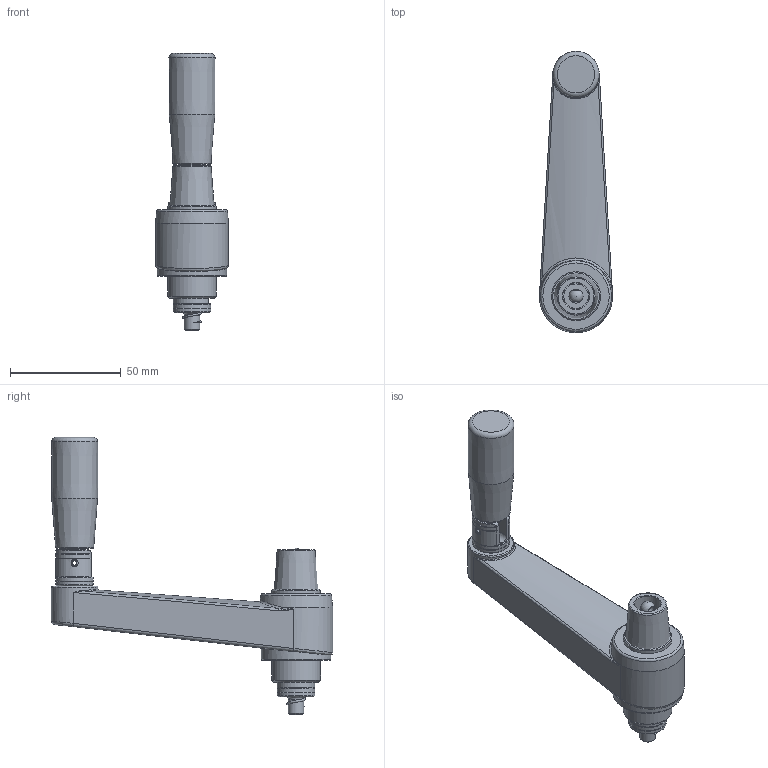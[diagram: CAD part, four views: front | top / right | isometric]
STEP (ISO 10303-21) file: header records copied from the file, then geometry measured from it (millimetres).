
FILE_DESCRIPTION( ( 'Unknown' ), '1' );
FILE_NAME( '6335130_MV080_MR.stp', 'Unknown', ( 'Unknown' ), ( 'Unknown' ), 'XStep 1.0', 'Unknown', ' ' );
FILE_SCHEMA( ( 'CONFIG_CONTROL_DESIGN' ) );
Length unit declared in the file: millimetre
Products named in the file (11): Assem1; 8700290; 1831092; 1833026; 1803030; 1833024; 1831061; 1839130; 1849007; 1831040; 8900261
Bounding box: 32.99 x 126.96 x 125.1 mm (x, y, z)
Volume: 139887 mm3; surface area: 68027.3 mm2
Topology: 20 solids, 20 shells, 402 faces, 966 edges, 616 vertices
Faces by surface type: plane 192, cylinder 98, cone 64, bspline 30, torus 16, sphere 2
Full cylindrical faces by diameter (mm): 2.5 x4, 3.2 x4, 3.5 x2, 4 x2, 4.134 x2, 6.39 x2, 6.4 x2, 6.5 x4, 7 x2, 8.2 x4, 8.77 x2, 9 x2, 10 x6, 10.7 x2, 11 x2, 12 x2, 17 x4, 21 x2, 22 x6, 24 x4, 31.33 x2
Entity records: 8152 total; most frequent: CARTESIAN_POINT 3379, DIRECTION 879, ORIENTED_EDGE 800, EDGE_CURVE 400, AXIS2_PLACEMENT_3D 345, VERTEX_POINT 291, EDGE_LOOP 287, FACE_OUTER_BOUND 240
